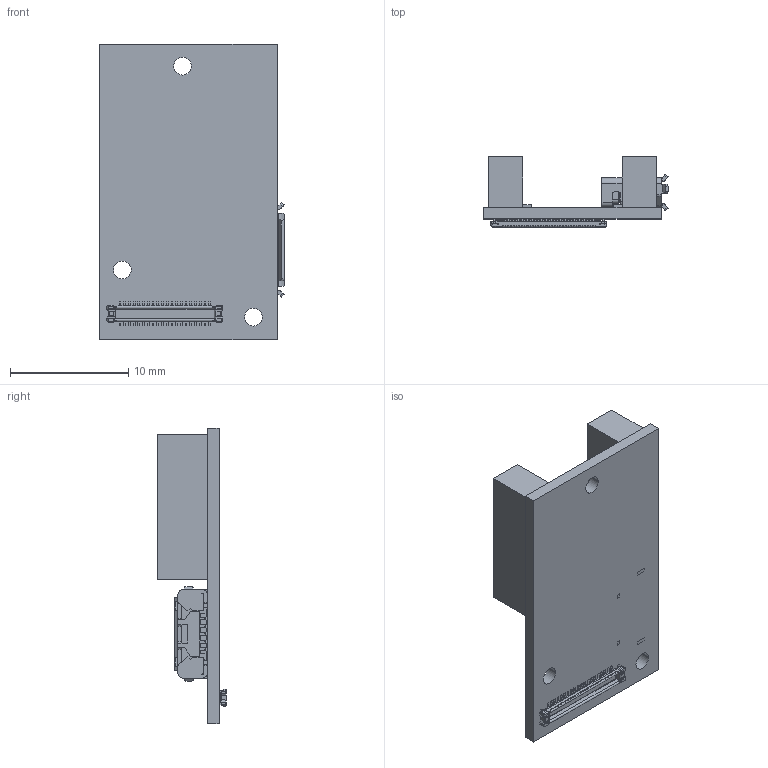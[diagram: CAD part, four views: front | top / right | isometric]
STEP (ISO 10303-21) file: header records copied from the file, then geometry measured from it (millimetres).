
FILE_DESCRIPTION((''),'2;1');
FILE_NAME('PWB-RAK5804_ASM','2020-10-10T',('admin'),(''),'PRO/ENGINEER BY PARAMETRIC TECHNOLOGY CORPORATION, 2010280','PRO/ENGINEER BY PARAMETRIC TECHNOLOGY CORPORATION, 2010280','');
FILE_SCHEMA(('CONFIG_CONTROL_DESIGN','SHAPE_APPEARANCE_LAYERS_GROUPS'));
Length unit declared in the file: millimetre
Products named in the file (5): PWB-RAK5804; AXE640124; ST-WF-10-010; 1408C004; PWB-RAK5804_ASM
Assembly tree (5 placements, depth 2):
  PWB-RAK5804_ASM
    PWB-RAK5804
    AXE640124
    ST-WF-10-010  x2
    1408C004
Bounding box: 15.6 x 5.9 x 25 mm (x, y, z)
Volume: 567.7 mm3; surface area: 1865.1 mm2
Topology: 5 solids, 5 shells, 1284 faces, 3798 edges, 2576 vertices
Faces by surface type: plane 1083, cylinder 185, cone 8, torus 4, bspline 4
Entity records: 50574 total; most frequent: CARTESIAN_POINT 7777, ORIENTED_EDGE 6718, DIRECTION 6372, PRESENTATION_STYLE_ASSIGNMENT 3567, STYLED_ITEM 3558, CURVE_STYLE 3537, EDGE_CURVE 3359, VECTOR 2936
